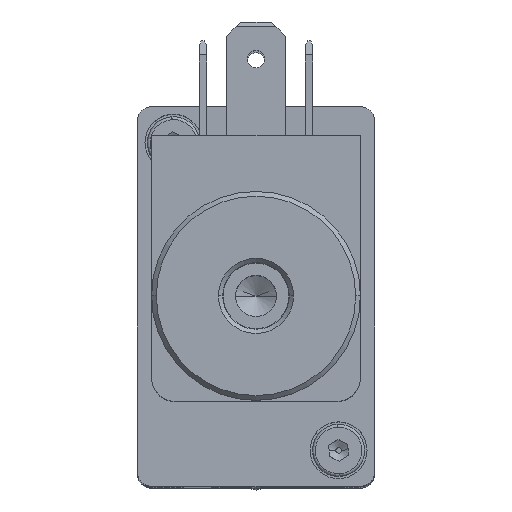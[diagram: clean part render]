
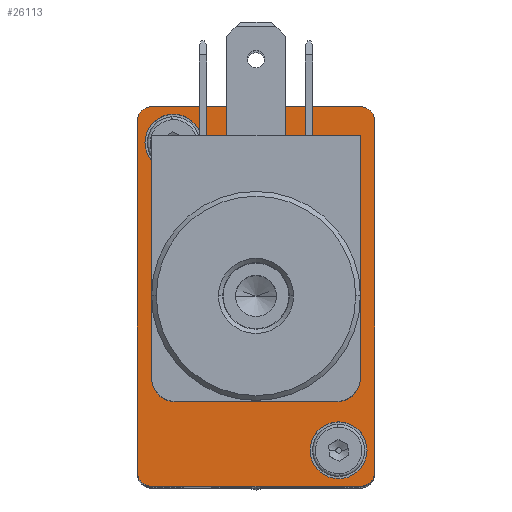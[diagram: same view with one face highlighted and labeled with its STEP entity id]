
A CAD part, top view. The second image highlights one B-rep face of the part: STEP entity #26113.
In plain terms, the highlighted face is planar.
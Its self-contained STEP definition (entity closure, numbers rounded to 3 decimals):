
#21765=CARTESIAN_POINT('',(7.2,25.75,15.2));
#21766=VERTEX_POINT('',#21765);
#21782=CARTESIAN_POINT('',(7.2,25.75,9.2));
#21783=VERTEX_POINT('',#21782);
#21790=CARTESIAN_POINT('',(7.2,25.75,12.2));
#21791=DIRECTION('',(0.0,-1.0,0.0));
#21792=DIRECTION('',(0.0,0.0,1.0));
#21793=AXIS2_PLACEMENT_3D('',#21790,#21791,#21792);
#21794=CIRCLE('',#21793,3.0);
#21795=EDGE_CURVE('',#21766,#21783,#21794,.T.);
#21807=CARTESIAN_POINT('',(-10.2,25.75,-17.2));
#21808=VERTEX_POINT('',#21807);
#21824=CARTESIAN_POINT('',(-10.2,25.75,-23.2));
#21825=VERTEX_POINT('',#21824);
#21832=CARTESIAN_POINT('',(-10.2,25.75,-20.2));
#21833=DIRECTION('',(0.0,-1.0,0.0));
#21834=DIRECTION('',(0.0,0.0,1.0));
#21835=AXIS2_PLACEMENT_3D('',#21832,#21833,#21834);
#21836=CIRCLE('',#21835,3.0);
#21837=EDGE_CURVE('',#21808,#21825,#21836,.T.);
#21849=CARTESIAN_POINT('',(-13.561,25.75,15.561));
#21850=VERTEX_POINT('',#21849);
#21866=CARTESIAN_POINT('',(-12.5,25.75,16.));
#21867=VERTEX_POINT('',#21866);
#21874=CARTESIAN_POINT('',(-12.5,25.75,14.5));
#21875=DIRECTION('',(0.0,-1.,0.0));
#21876=DIRECTION('',(-0.707,0.0,0.707));
#21877=AXIS2_PLACEMENT_3D('',#21874,#21875,#21876);
#21878=CIRCLE('',#21877,1.5);
#21879=EDGE_CURVE('',#21867,#21850,#21878,.T.);
#21891=CARTESIAN_POINT('',(-13.561,25.75,-23.561));
#21892=VERTEX_POINT('',#21891);
#21908=CARTESIAN_POINT('',(-14.0,25.75,-22.5));
#21909=VERTEX_POINT('',#21908);
#21916=CARTESIAN_POINT('',(-12.5,25.75,-22.5));
#21917=DIRECTION('',(0.0,-1.,0.0));
#21918=DIRECTION('',(-0.707,0.0,-0.707));
#21919=AXIS2_PLACEMENT_3D('',#21916,#21917,#21918);
#21920=CIRCLE('',#21919,1.5);
#21921=EDGE_CURVE('',#21909,#21892,#21920,.T.);
#21933=CARTESIAN_POINT('',(10.561,25.75,-23.561));
#21934=VERTEX_POINT('',#21933);
#21950=CARTESIAN_POINT('',(9.5,25.75,-24.0));
#21951=VERTEX_POINT('',#21950);
#21958=CARTESIAN_POINT('',(9.5,25.75,-22.5));
#21959=DIRECTION('',(0.0,-1.,0.0));
#21960=DIRECTION('',(0.707,0.0,-0.707));
#21961=AXIS2_PLACEMENT_3D('',#21958,#21959,#21960);
#21962=CIRCLE('',#21961,1.5);
#21963=EDGE_CURVE('',#21951,#21934,#21962,.T.);
#21975=CARTESIAN_POINT('',(10.561,25.75,15.561));
#21976=VERTEX_POINT('',#21975);
#21992=CARTESIAN_POINT('',(11.0,25.75,14.5));
#21993=VERTEX_POINT('',#21992);
#22000=CARTESIAN_POINT('',(9.5,25.75,14.5));
#22001=DIRECTION('',(0.0,-1.,0.0));
#22002=DIRECTION('',(0.707,0.0,0.707));
#22003=AXIS2_PLACEMENT_3D('',#22000,#22001,#22002);
#22004=CIRCLE('',#22003,1.5);
#22005=EDGE_CURVE('',#21993,#21976,#22004,.T.);
#22703=CARTESIAN_POINT('',(-1.5,25.75,11.));
#22704=VERTEX_POINT('',#22703);
#22720=CARTESIAN_POINT('',(-1.5,25.75,6.));
#22721=VERTEX_POINT('',#22720);
#22728=CARTESIAN_POINT('',(-1.5,25.75,8.5));
#22729=DIRECTION('',(0.0,-1.0,0.0));
#22730=DIRECTION('',(0.0,0.0,1.0));
#22731=AXIS2_PLACEMENT_3D('',#22728,#22729,#22730);
#22732=CIRCLE('',#22731,2.5);
#22733=EDGE_CURVE('',#22704,#22721,#22732,.T.);
#22786=CARTESIAN_POINT('',(7.5,25.75,-4.));
#22787=VERTEX_POINT('',#22786);
#22803=CARTESIAN_POINT('',(-10.5,25.75,-4.));
#22804=VERTEX_POINT('',#22803);
#22811=CARTESIAN_POINT('',(-1.5,25.75,-4.));
#22812=DIRECTION('',(0.0,-1.0,0.0));
#22813=DIRECTION('',(1.0,0.0,0.0));
#22814=AXIS2_PLACEMENT_3D('',#22811,#22812,#22813);
#22815=CIRCLE('',#22814,9.0);
#22816=EDGE_CURVE('',#22787,#22804,#22815,.T.);
#25099=CARTESIAN_POINT('',(-1.5,25.75,-4.));
#25100=DIRECTION('',(0.0,-1.0,0.0));
#25101=DIRECTION('',(1.0,0.0,0.0));
#25102=AXIS2_PLACEMENT_3D('',#25099,#25100,#25101);
#25103=CIRCLE('',#25102,9.0);
#25104=EDGE_CURVE('',#22804,#22787,#25103,.T.);
#25160=CARTESIAN_POINT('',(-1.5,25.75,8.5));
#25161=DIRECTION('',(0.0,-1.0,0.0));
#25162=DIRECTION('',(0.0,0.0,1.0));
#25163=AXIS2_PLACEMENT_3D('',#25160,#25161,#25162);
#25164=CIRCLE('',#25163,2.5);
#25165=EDGE_CURVE('',#22721,#22704,#25164,.T.);
#25974=CARTESIAN_POINT('',(9.5,25.75,16.));
#25975=VERTEX_POINT('',#25974);
#25976=CARTESIAN_POINT('',(9.5,25.75,14.5));
#25977=DIRECTION('',(0.0,-1.,0.0));
#25978=DIRECTION('',(0.707,0.0,0.707));
#25979=AXIS2_PLACEMENT_3D('',#25976,#25977,#25978);
#25980=CIRCLE('',#25979,1.5);
#25981=EDGE_CURVE('',#21976,#25975,#25980,.T.);
#26007=CARTESIAN_POINT('',(9.5,25.75,16.));
#26008=DIRECTION('',(-1.0,0.0,0.0));
#26009=VECTOR('',#26008,22.0);
#26010=LINE('',#26007,#26009);
#26011=EDGE_CURVE('',#25975,#21867,#26010,.T.);
#26027=CARTESIAN_POINT('',(0.,25.75,0.));
#26028=DIRECTION('',(0.0,1.0,0.0));
#26029=DIRECTION('',(0.0,0.0,1.0));
#26030=AXIS2_PLACEMENT_3D('',#26027,#26028,#26029);
#26031=PLANE('',#26030);
#26032=ORIENTED_EDGE('',*,*,#22005,.F.);
#26033=CARTESIAN_POINT('',(11.0,25.75,-22.5));
#26034=VERTEX_POINT('',#26033);
#26035=CARTESIAN_POINT('',(11.0,25.75,-22.5));
#26036=DIRECTION('',(0.0,0.0,1.0));
#26037=VECTOR('',#26036,37.0);
#26038=LINE('',#26035,#26037);
#26039=EDGE_CURVE('',#26034,#21993,#26038,.T.);
#26040=ORIENTED_EDGE('',*,*,#26039,.F.);
#26041=CARTESIAN_POINT('',(9.5,25.75,-22.5));
#26042=DIRECTION('',(0.0,-1.,0.0));
#26043=DIRECTION('',(0.707,0.0,-0.707));
#26044=AXIS2_PLACEMENT_3D('',#26041,#26042,#26043);
#26045=CIRCLE('',#26044,1.5);
#26046=EDGE_CURVE('',#21934,#26034,#26045,.T.);
#26047=ORIENTED_EDGE('',*,*,#26046,.F.);
#26048=ORIENTED_EDGE('',*,*,#21963,.F.);
#26049=CARTESIAN_POINT('',(-12.5,25.75,-24.0));
#26050=VERTEX_POINT('',#26049);
#26051=CARTESIAN_POINT('',(-12.5,25.75,-24.0));
#26052=DIRECTION('',(1.0,0.0,0.0));
#26053=VECTOR('',#26052,22.0);
#26054=LINE('',#26051,#26053);
#26055=EDGE_CURVE('',#26050,#21951,#26054,.T.);
#26056=ORIENTED_EDGE('',*,*,#26055,.F.);
#26057=CARTESIAN_POINT('',(-12.5,25.75,-22.5));
#26058=DIRECTION('',(0.0,-1.,0.0));
#26059=DIRECTION('',(-0.707,0.0,-0.707));
#26060=AXIS2_PLACEMENT_3D('',#26057,#26058,#26059);
#26061=CIRCLE('',#26060,1.5);
#26062=EDGE_CURVE('',#21892,#26050,#26061,.T.);
#26063=ORIENTED_EDGE('',*,*,#26062,.F.);
#26064=ORIENTED_EDGE('',*,*,#21921,.F.);
#26065=CARTESIAN_POINT('',(-14.0,25.75,14.5));
#26066=VERTEX_POINT('',#26065);
#26067=CARTESIAN_POINT('',(-14.0,25.75,14.5));
#26068=DIRECTION('',(0.0,0.0,-1.0));
#26069=VECTOR('',#26068,37.0);
#26070=LINE('',#26067,#26069);
#26071=EDGE_CURVE('',#26066,#21909,#26070,.T.);
#26072=ORIENTED_EDGE('',*,*,#26071,.F.);
#26073=CARTESIAN_POINT('',(-12.5,25.75,14.5));
#26074=DIRECTION('',(0.0,-1.,0.0));
#26075=DIRECTION('',(-0.707,0.0,0.707));
#26076=AXIS2_PLACEMENT_3D('',#26073,#26074,#26075);
#26077=CIRCLE('',#26076,1.5);
#26078=EDGE_CURVE('',#21850,#26066,#26077,.T.);
#26079=ORIENTED_EDGE('',*,*,#26078,.F.);
#26080=ORIENTED_EDGE('',*,*,#21879,.F.);
#26081=ORIENTED_EDGE('',*,*,#26011,.F.);
#26082=ORIENTED_EDGE('',*,*,#25981,.F.);
#26083=EDGE_LOOP('',(#26032,#26040,#26047,#26048,#26056,#26063,#26064,#26072,#26079,#26080,#26081,#26082));
#26084=FACE_OUTER_BOUND('',#26083,.T.);
#26085=ORIENTED_EDGE('',*,*,#22816,.T.);
#26086=ORIENTED_EDGE('',*,*,#25104,.T.);
#26087=EDGE_LOOP('',(#26085,#26086));
#26088=FACE_BOUND('',#26087,.T.);
#26089=ORIENTED_EDGE('',*,*,#22733,.T.);
#26090=ORIENTED_EDGE('',*,*,#25165,.T.);
#26091=EDGE_LOOP('',(#26089,#26090));
#26092=FACE_BOUND('',#26091,.T.);
#26093=ORIENTED_EDGE('',*,*,#21837,.T.);
#26094=CARTESIAN_POINT('',(-10.2,25.75,-20.2));
#26095=DIRECTION('',(0.0,-1.0,0.0));
#26096=DIRECTION('',(0.0,0.0,1.0));
#26097=AXIS2_PLACEMENT_3D('',#26094,#26095,#26096);
#26098=CIRCLE('',#26097,3.0);
#26099=EDGE_CURVE('',#21825,#21808,#26098,.T.);
#26100=ORIENTED_EDGE('',*,*,#26099,.T.);
#26101=EDGE_LOOP('',(#26093,#26100));
#26102=FACE_BOUND('',#26101,.T.);
#26103=ORIENTED_EDGE('',*,*,#21795,.T.);
#26104=CARTESIAN_POINT('',(7.2,25.75,12.2));
#26105=DIRECTION('',(0.0,-1.0,0.0));
#26106=DIRECTION('',(0.0,0.0,1.0));
#26107=AXIS2_PLACEMENT_3D('',#26104,#26105,#26106);
#26108=CIRCLE('',#26107,3.0);
#26109=EDGE_CURVE('',#21783,#21766,#26108,.T.);
#26110=ORIENTED_EDGE('',*,*,#26109,.T.);
#26111=EDGE_LOOP('',(#26103,#26110));
#26112=FACE_BOUND('',#26111,.T.);
#26113=ADVANCED_FACE('',(#26084,#26088,#26092,#26102,#26112),#26031,.T.);
